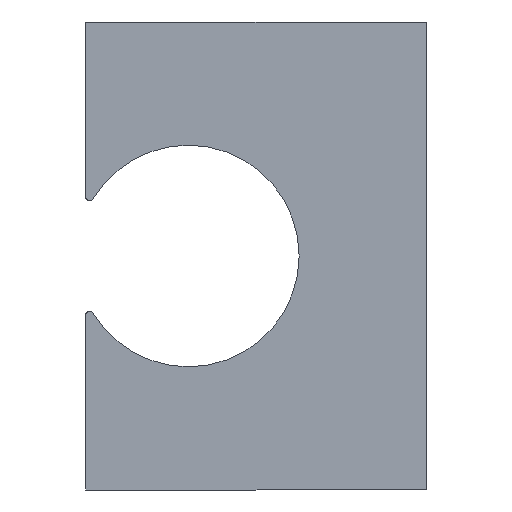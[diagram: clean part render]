
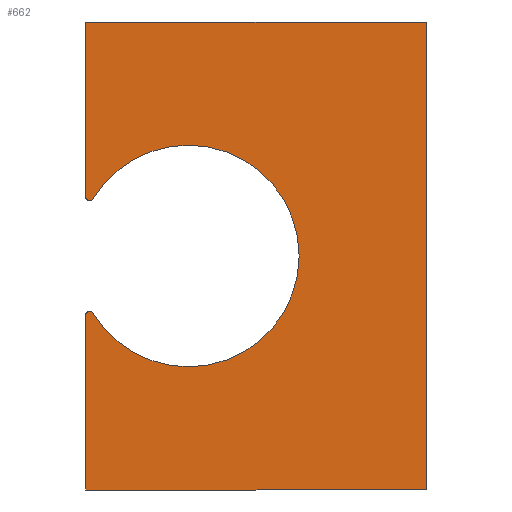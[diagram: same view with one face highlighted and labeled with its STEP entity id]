
A CAD part, front view. The second image highlights one B-rep face of the part: STEP entity #662.
In plain terms, the highlighted planar face has unit normal (0, -1, 0).
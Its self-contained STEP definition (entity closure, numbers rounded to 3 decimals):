
#431 = CARTESIAN_POINT ( 'NONE',  ( -12., 0., -7.211 ) ) ;
#436 = CARTESIAN_POINT ( 'NONE',  ( 29., 0., 28.5 ) ) ;
#439 = DIRECTION ( 'NONE',  ( 1., 0., 0. ) ) ;
#441 = VECTOR ( 'NONE', #439, 1000. ) ;
#442 = CARTESIAN_POINT ( 'NONE',  ( -12.5, 0., 28.5 ) ) ;
#443 = DIRECTION ( 'NONE',  ( 0., 1., 0. ) ) ;
#444 = LINE ( 'NONE', #442, #441 ) ;
#446 = DIRECTION ( 'NONE',  ( 0., 0., -1. ) ) ;
#466 = AXIS2_PLACEMENT_3D ( 'NONE', #431, #443, #446 ) ;
#467 = CIRCLE ( 'NONE', #466, 0.5 ) ;
#482 = CARTESIAN_POINT ( 'NONE',  ( 0., 0., 0. ) ) ;
#483 = DIRECTION ( 'NONE',  ( 0., 0., 1. ) ) ;
#484 = DIRECTION ( 'NONE',  ( 0., -1., 0. ) ) ;
#485 = AXIS2_PLACEMENT_3D ( 'NONE', #482, #484, #483 ) ;
#489 = CIRCLE ( 'NONE', #485, 13.5 ) ;
#490 = LINE ( 'NONE', #491, #534 ) ;
#491 = CARTESIAN_POINT ( 'NONE',  ( 29., 0., -28.5 ) ) ;
#495 = DIRECTION ( 'NONE',  ( 0., 1., 0. ) ) ;
#497 = AXIS2_PLACEMENT_3D ( 'NONE', #500, #495, #501 ) ;
#500 = CARTESIAN_POINT ( 'NONE',  ( -12., 0., 7.211 ) ) ;
#501 = DIRECTION ( 'NONE',  ( 0., 0., 1. ) ) ;
#503 = CIRCLE ( 'NONE', #497, 0.5 ) ;
#534 = VECTOR ( 'NONE', #535, 1000. ) ;
#535 = DIRECTION ( 'NONE',  ( 0., 0., -1. ) ) ;
#538 = CARTESIAN_POINT ( 'NONE',  ( -12.5, 0., 7.211 ) ) ;
#545 = DIRECTION ( 'NONE',  ( 0., 0., 1. ) ) ;
#551 = CARTESIAN_POINT ( 'NONE',  ( -12.5, 0., 28.5 ) ) ;
#552 = VECTOR ( 'NONE', #545, 1000. ) ;
#553 = LINE ( 'NONE', #538, #552 ) ;
#569 = CARTESIAN_POINT ( 'NONE',  ( -11.571, 0., -6.954 ) ) ;
#573 = EDGE_CURVE ( 'NONE', #628, #574, #444, .T. ) ;
#574 = VERTEX_POINT ( 'NONE', #436 ) ;
#598 = EDGE_CURVE ( 'NONE', #701, #633, #467, .T. ) ;
#601 = EDGE_CURVE ( 'NONE', #633, #6334, #489, .T. ) ;
#608 = EDGE_CURVE ( 'NONE', #6378, #6354, #503, .T. ) ;
#611 = ORIENTED_EDGE ( 'NONE', *, *, #657, .F. ) ;
#612 = ORIENTED_EDGE ( 'NONE', *, *, #573, .F. ) ;
#616 = ORIENTED_EDGE ( 'NONE', *, *, #700, .F. ) ;
#619 = ORIENTED_EDGE ( 'NONE', *, *, #627, .F. ) ;
#620 = ORIENTED_EDGE ( 'NONE', *, *, #6356, .F. ) ;
#621 = ORIENTED_EDGE ( 'NONE', *, *, #608, .F. ) ;
#622 = ORIENTED_EDGE ( 'NONE', *, *, #6377, .F. ) ;
#623 = ORIENTED_EDGE ( 'NONE', *, *, #6391, .F. ) ;
#624 = ORIENTED_EDGE ( 'NONE', *, *, #601, .F. ) ;
#625 = ORIENTED_EDGE ( 'NONE', *, *, #598, .F. ) ;
#627 = EDGE_CURVE ( 'NONE', #6357, #628, #553, .T. ) ;
#628 = VERTEX_POINT ( 'NONE', #551 ) ;
#633 = VERTEX_POINT ( 'NONE', #569 ) ;
#647 = EDGE_CURVE ( 'NONE', #648, #649, #667, .T. ) ;
#648 = VERTEX_POINT ( 'NONE', #660 ) ;
#649 = VERTEX_POINT ( 'NONE', #656 ) ;
#656 = CARTESIAN_POINT ( 'NONE',  ( -12.5, 0., -28.5 ) ) ;
#657 = EDGE_CURVE ( 'NONE', #574, #648, #490, .T. ) ;
#660 = CARTESIAN_POINT ( 'NONE',  ( 29., 0., -28.5 ) ) ;
#662 = ADVANCED_FACE ( 'NONE', ( #7199 ), #7198, .F. ) ;
#663 = DIRECTION ( 'NONE',  ( -1., 0., 0. ) ) ;
#664 = EDGE_LOOP ( 'NONE', ( #665, #611, #612, #619, #620, #621, #622, #623, #624, #625, #616 ) ) ;
#665 = ORIENTED_EDGE ( 'NONE', *, *, #647, .F. ) ;
#667 = LINE ( 'NONE', #718, #669 ) ;
#669 = VECTOR ( 'NONE', #663, 1000. ) ;
#700 = EDGE_CURVE ( 'NONE', #649, #701, #7298, .T. ) ;
#701 = VERTEX_POINT ( 'NONE', #7274 ) ;
#718 = CARTESIAN_POINT ( 'NONE',  ( -12.5, 0., -28.5 ) ) ;
#3911 = CARTESIAN_POINT ( 'NONE',  ( 0., 0., -13.5 ) ) ;
#3978 = CARTESIAN_POINT ( 'NONE',  ( -12.5, 0., 7.211 ) ) ;
#3979 = DIRECTION ( 'NONE',  ( 0., 0., 1. ) ) ;
#3980 = DIRECTION ( 'NONE',  ( 0., 1., 0. ) ) ;
#3981 = CARTESIAN_POINT ( 'NONE',  ( -12., 0., 7.211 ) ) ;
#3982 = AXIS2_PLACEMENT_3D ( 'NONE', #3981, #3980, #3979 ) ;
#3983 = CIRCLE ( 'NONE', #3982, 0.5 ) ;
#3984 = CARTESIAN_POINT ( 'NONE',  ( -12., 0., 6.711 ) ) ;
#3993 = CARTESIAN_POINT ( 'NONE',  ( -11.571, 0., 6.954 ) ) ;
#3994 = DIRECTION ( 'NONE',  ( 0., 0., 1. ) ) ;
#3995 = DIRECTION ( 'NONE',  ( 0., -1., 0. ) ) ;
#3996 = CARTESIAN_POINT ( 'NONE',  ( 0., 0., 0. ) ) ;
#3997 = AXIS2_PLACEMENT_3D ( 'NONE', #3996, #3995, #3994 ) ;
#3998 = CIRCLE ( 'NONE', #3997, 13.5 ) ;
#3999 = CARTESIAN_POINT ( 'NONE',  ( 0., 0., 13.5 ) ) ;
#4046 = DIRECTION ( 'NONE',  ( 0., 0., 1. ) ) ;
#4047 = DIRECTION ( 'NONE',  ( 0., -1., 0. ) ) ;
#4048 = CARTESIAN_POINT ( 'NONE',  ( 0., 0., 0. ) ) ;
#4049 = AXIS2_PLACEMENT_3D ( 'NONE', #4048, #4047, #4046 ) ;
#4050 = CIRCLE ( 'NONE', #4049, 13.5 ) ;
#6334 = VERTEX_POINT ( 'NONE', #3911 ) ;
#6354 = VERTEX_POINT ( 'NONE', #3984 ) ;
#6356 = EDGE_CURVE ( 'NONE', #6354, #6357, #3983, .T. ) ;
#6357 = VERTEX_POINT ( 'NONE', #3978 ) ;
#6375 = VERTEX_POINT ( 'NONE', #3999 ) ;
#6377 = EDGE_CURVE ( 'NONE', #6375, #6378, #3998, .T. ) ;
#6378 = VERTEX_POINT ( 'NONE', #3993 ) ;
#6391 = EDGE_CURVE ( 'NONE', #6334, #6375, #4050, .T. ) ;
#7193 = DIRECTION ( 'NONE',  ( 0., 0., 1. ) ) ;
#7194 = DIRECTION ( 'NONE',  ( 0., 1., 0. ) ) ;
#7195 = CARTESIAN_POINT ( 'NONE',  ( -12., 0., 7.211 ) ) ;
#7197 = AXIS2_PLACEMENT_3D ( 'NONE', #7195, #7194, #7193 ) ;
#7198 = PLANE ( 'NONE',  #7197 ) ;
#7199 = FACE_OUTER_BOUND ( 'NONE', #664, .T. ) ;
#7258 = CARTESIAN_POINT ( 'NONE',  ( -12.5, 0., -7.211 ) ) ;
#7267 = VECTOR ( 'NONE', #7272, 1000. ) ;
#7272 = DIRECTION ( 'NONE',  ( 0., 0., 1. ) ) ;
#7274 = CARTESIAN_POINT ( 'NONE',  ( -12.5, 0., -7.211 ) ) ;
#7298 = LINE ( 'NONE', #7258, #7267 ) ;
